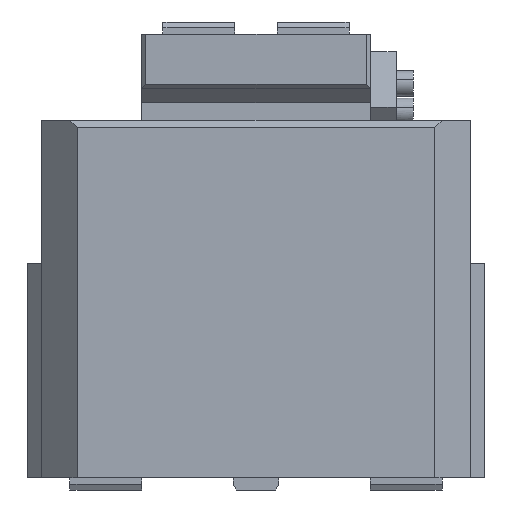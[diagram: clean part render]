
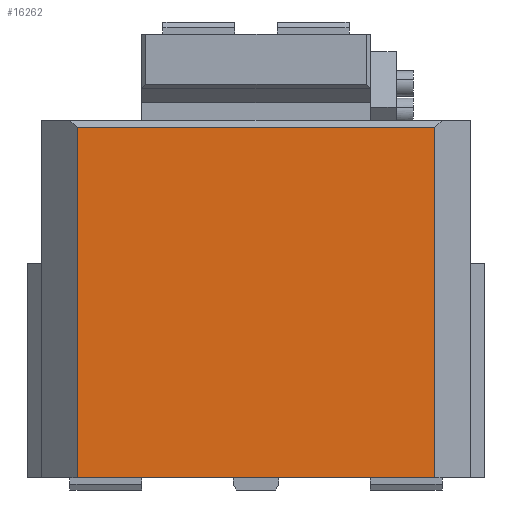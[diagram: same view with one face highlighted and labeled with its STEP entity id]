
A CAD part, left-side view. The second image highlights one B-rep face of the part: STEP entity #16262.
In plain terms, the highlighted planar face has unit normal (-1, 0, 0).
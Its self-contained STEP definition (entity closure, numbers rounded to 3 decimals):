
#13815=CARTESIAN_POINT('Vertex',(0.,125.,245.)) ;
#13818=CARTESIAN_POINT('Line Origine',(0.,0.,245.)) ;
#13822=CARTESIAN_POINT('Vertex',(0.,-125.,245.)) ;
#16232=CARTESIAN_POINT('Axis2P3D Location',(0.,0.,210.)) ;
#16237=CARTESIAN_POINT('Line Origine',(0.,125.,122.5)) ;
#16241=CARTESIAN_POINT('Vertex',(0.,125.,0.)) ;
#16244=CARTESIAN_POINT('Line Origine',(0.,0.,0.)) ;
#16248=CARTESIAN_POINT('Vertex',(0.,-125.,0.)) ;
#16251=CARTESIAN_POINT('Line Origine',(0.,-125.,122.5)) ;
#13819=DIRECTION('Vector Direction',(0.,1.,0.)) ;
#16233=DIRECTION('Axis2P3D Direction',(-1.,0.,0.)) ;
#16234=DIRECTION('Axis2P3D XDirection',(0.,0.,1.)) ;
#16238=DIRECTION('Vector Direction',(0.,0.,-1.)) ;
#16245=DIRECTION('Vector Direction',(0.,1.,0.)) ;
#16252=DIRECTION('Vector Direction',(0.,0.,-1.)) ;
#16235=AXIS2_PLACEMENT_3D('Plane Axis2P3D',#16232,#16233,#16234) ;
#16257=ORIENTED_EDGE('',*,*,#16243,.T.) ;
#16258=ORIENTED_EDGE('',*,*,#16250,.F.) ;
#16259=ORIENTED_EDGE('',*,*,#16255,.F.) ;
#16260=ORIENTED_EDGE('',*,*,#13824,.F.) ;
#13820=VECTOR('Line Direction',#13819,1.) ;
#16239=VECTOR('Line Direction',#16238,1.) ;
#16246=VECTOR('Line Direction',#16245,1.) ;
#16253=VECTOR('Line Direction',#16252,1.) ;
#16262=ADVANCED_FACE('CAM HOLDER',(#16261),#16236,.T.) ;
#13824=EDGE_CURVE('',#13816,#13823,#13821,.F.) ;
#16243=EDGE_CURVE('',#13816,#16242,#16240,.T.) ;
#16250=EDGE_CURVE('',#16249,#16242,#16247,.T.) ;
#16255=EDGE_CURVE('',#13823,#16249,#16254,.T.) ;
#16256=EDGE_LOOP('',(#16257,#16258,#16259,#16260)) ;
#16261=FACE_OUTER_BOUND('',#16256,.T.) ;
#13821=LINE('Line',#13818,#13820) ;
#16240=LINE('Line',#16237,#16239) ;
#16247=LINE('Line',#16244,#16246) ;
#16254=LINE('Line',#16251,#16253) ;
#16236=PLANE('Plane',#16235) ;
#13816=VERTEX_POINT('',#13815) ;
#13823=VERTEX_POINT('',#13822) ;
#16242=VERTEX_POINT('',#16241) ;
#16249=VERTEX_POINT('',#16248) ;
